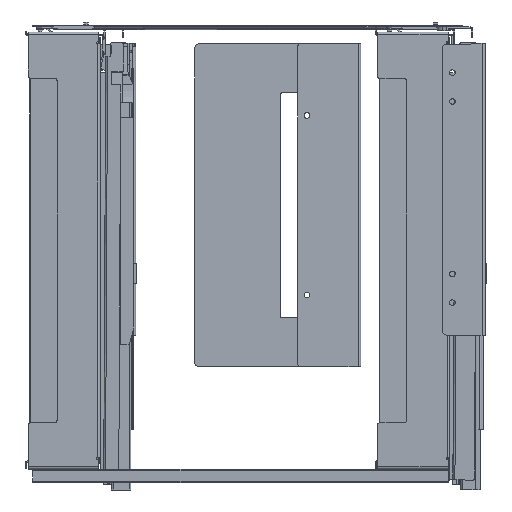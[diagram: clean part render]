
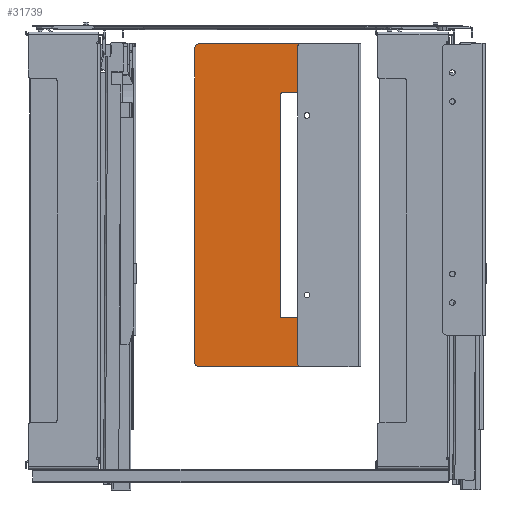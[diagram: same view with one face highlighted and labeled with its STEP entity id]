
A CAD part, left-side view. The second image highlights one B-rep face of the part: STEP entity #31739.
In plain terms, the highlighted planar face has unit normal (-1, 0, 0).
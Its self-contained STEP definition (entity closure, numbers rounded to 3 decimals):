
#819=FACE_BOUND('',#5185,.T.);
#1870=CIRCLE('',#34383,2.5);
#1871=CIRCLE('',#34386,2.5);
#1872=CIRCLE('',#34389,2.5);
#1873=CIRCLE('',#34392,2.5);
#1878=CIRCLE('',#34400,6.);
#1879=CIRCLE('',#34401,6.);
#3486=FACE_OUTER_BOUND('',#5184,.T.);
#5184=EDGE_LOOP('',(#28090,#28091,#28092,#28093,#28094,#28095));
#5185=EDGE_LOOP('',(#28096,#28097,#28098,#28099,#28100,#28101,#28102,#28103));
#8456=LINE('',#54941,#11757);
#8470=LINE('',#54996,#11771);
#8475=LINE('',#55006,#11776);
#8478=LINE('',#55014,#11779);
#8481=LINE('',#55022,#11782);
#8484=LINE('',#55030,#11785);
#8486=LINE('',#55042,#11787);
#8487=LINE('',#55046,#11788);
#11757=VECTOR('',#42862,10.);
#11771=VECTOR('',#42910,10.);
#11776=VECTOR('',#42921,10.);
#11779=VECTOR('',#42930,10.);
#11782=VECTOR('',#42939,10.);
#11785=VECTOR('',#42948,10.);
#11787=VECTOR('',#42968,10.);
#11788=VECTOR('',#42973,10.);
#14621=VERTEX_POINT('',#54938);
#14622=VERTEX_POINT('',#54940);
#14645=VERTEX_POINT('',#54993);
#14646=VERTEX_POINT('',#54995);
#14647=VERTEX_POINT('',#55003);
#14648=VERTEX_POINT('',#55005);
#14649=VERTEX_POINT('',#55009);
#14650=VERTEX_POINT('',#55013);
#14651=VERTEX_POINT('',#55017);
#14652=VERTEX_POINT('',#55021);
#14653=VERTEX_POINT('',#55025);
#14654=VERTEX_POINT('',#55029);
#14655=VERTEX_POINT('',#55041);
#14656=VERTEX_POINT('',#55044);
#19093=EDGE_CURVE('',#14622,#14621,#8456,.T.);
#19120=EDGE_CURVE('',#14645,#14646,#8470,.T.);
#19125=EDGE_CURVE('',#14648,#14647,#8475,.T.);
#19127=EDGE_CURVE('',#14649,#14648,#1870,.T.);
#19129=EDGE_CURVE('',#14650,#14649,#8478,.T.);
#19131=EDGE_CURVE('',#14651,#14650,#1871,.T.);
#19133=EDGE_CURVE('',#14652,#14651,#8481,.T.);
#19135=EDGE_CURVE('',#14653,#14652,#1872,.T.);
#19137=EDGE_CURVE('',#14654,#14653,#8484,.T.);
#19139=EDGE_CURVE('',#14647,#14654,#1873,.T.);
#19144=EDGE_CURVE('',#14621,#14655,#8486,.T.);
#19145=EDGE_CURVE('',#14646,#14655,#1878,.T.);
#19146=EDGE_CURVE('',#14656,#14645,#1879,.T.);
#19147=EDGE_CURVE('',#14622,#14656,#8487,.T.);
#28090=ORIENTED_EDGE('',*,*,#19144,.T.);
#28091=ORIENTED_EDGE('',*,*,#19145,.F.);
#28092=ORIENTED_EDGE('',*,*,#19120,.F.);
#28093=ORIENTED_EDGE('',*,*,#19146,.F.);
#28094=ORIENTED_EDGE('',*,*,#19147,.F.);
#28095=ORIENTED_EDGE('',*,*,#19093,.T.);
#28096=ORIENTED_EDGE('',*,*,#19139,.T.);
#28097=ORIENTED_EDGE('',*,*,#19137,.T.);
#28098=ORIENTED_EDGE('',*,*,#19135,.T.);
#28099=ORIENTED_EDGE('',*,*,#19133,.T.);
#28100=ORIENTED_EDGE('',*,*,#19131,.T.);
#28101=ORIENTED_EDGE('',*,*,#19129,.T.);
#28102=ORIENTED_EDGE('',*,*,#19127,.T.);
#28103=ORIENTED_EDGE('',*,*,#19125,.T.);
#29174=PLANE('',#34399);
#31739=ADVANCED_FACE('',(#3486,#819),#29174,.F.);
#34383=AXIS2_PLACEMENT_3D('',#55010,#42925,#42926);
#34386=AXIS2_PLACEMENT_3D('',#55018,#42934,#42935);
#34389=AXIS2_PLACEMENT_3D('',#55026,#42943,#42944);
#34392=AXIS2_PLACEMENT_3D('',#55033,#42952,#42953);
#34399=AXIS2_PLACEMENT_3D('',#55040,#42966,#42967);
#34400=AXIS2_PLACEMENT_3D('',#55043,#42969,#42970);
#34401=AXIS2_PLACEMENT_3D('',#55045,#42971,#42972);
#42862=DIRECTION('',(0.,0.,1.));
#42910=DIRECTION('',(0.,0.,1.));
#42921=DIRECTION('',(0.,1.,0.));
#42925=DIRECTION('center_axis',(1.,0.,0.));
#42926=DIRECTION('ref_axis',(0.,1.,0.));
#42930=DIRECTION('',(0.,0.,-1.));
#42934=DIRECTION('center_axis',(1.,0.,0.));
#42935=DIRECTION('ref_axis',(0.,0.,
-1.));
#42939=DIRECTION('',(0.,-1.,0.));
#42943=DIRECTION('center_axis',(1.,0.,0.));
#42944=DIRECTION('ref_axis',(0.,-1.,0.));
#42948=DIRECTION('',(0.,0.,1.));
#42952=DIRECTION('center_axis',(1.,0.,0.));
#42953=DIRECTION('ref_axis',(0.,0.,
1.));
#42966=DIRECTION('center_axis',(1.,0.,0.));
#42967=DIRECTION('ref_axis',(0.,1.,0.));
#42968=DIRECTION('',(0.,1.,0.));
#42969=DIRECTION('center_axis',(1.,0.,0.));
#42970=DIRECTION('ref_axis',(0.,0.707,0.707));
#42971=DIRECTION('center_axis',(1.,0.,0.));
#42972=DIRECTION('ref_axis',(0.,0.707,-0.707));
#42973=DIRECTION('',(0.,1.,0.));
#54938=CARTESIAN_POINT('',(-12.5,143.,-20.));
#54940=CARTESIAN_POINT('',(-12.5,143.,-380.));
#54941=CARTESIAN_POINT('',(-12.5,143.,-200.));
#54993=CARTESIAN_POINT('',(-12.5,325.,-374.));
#54995=CARTESIAN_POINT('',(-12.5,325.,-26.));
#54996=CARTESIAN_POINT('',(-12.5,325.,-380.));
#55003=CARTESIAN_POINT('',(-12.5,227.5,-325.));
#55005=CARTESIAN_POINT('',(-12.5,182.5,-325.));
#55006=CARTESIAN_POINT('',(-12.5,183.31,-325.));
#55009=CARTESIAN_POINT('',(-12.5,180.,-322.5));
#55010=CARTESIAN_POINT('Origin',(-12.5,182.5,-322.5));
#55013=CARTESIAN_POINT('',(-12.5,180.,-77.5));
#55014=CARTESIAN_POINT('',(-12.5,180.,-261.25));
#55017=CARTESIAN_POINT('',(-12.5,182.5,-75.));
#55018=CARTESIAN_POINT('Origin',(-12.5,182.5,-77.5));
#55021=CARTESIAN_POINT('',(-12.5,227.5,-75.));
#55022=CARTESIAN_POINT('',(-12.5,160.81,-75.));
#55025=CARTESIAN_POINT('',(-12.5,230.,-77.5));
#55026=CARTESIAN_POINT('Origin',(-12.5,227.5,-77.5));
#55029=CARTESIAN_POINT('',(-12.5,230.,-322.5));
#55030=CARTESIAN_POINT('',(-12.5,230.,-138.75));
#55033=CARTESIAN_POINT('Origin',(-12.5,227.5,-322.5));
#55040=CARTESIAN_POINT('Origin',(-12.5,139.12,-200.));
#55041=CARTESIAN_POINT('',(-12.5,319.,-20.));
#55042=CARTESIAN_POINT('',(-12.5,79.68,-20.));
#55043=CARTESIAN_POINT('Origin',(-12.5,319.,-26.));
#55044=CARTESIAN_POINT('',(-12.5,319.,-380.));
#55045=CARTESIAN_POINT('Origin',(-12.5,319.,-374.));
#55046=CARTESIAN_POINT('',(-12.5,143.,-380.));
